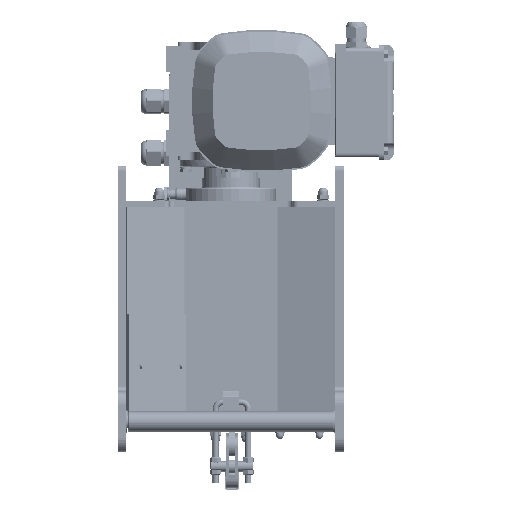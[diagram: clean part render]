
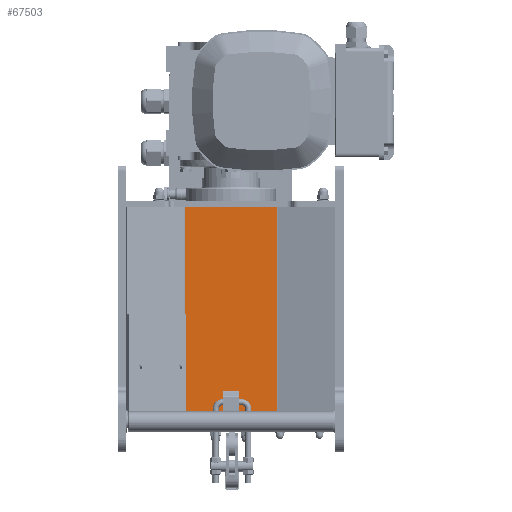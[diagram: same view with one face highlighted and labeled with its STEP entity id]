
A CAD part, left-side view. The second image highlights one B-rep face of the part: STEP entity #67503.
In plain terms, the highlighted planar face has unit normal (-1, 0, 0).
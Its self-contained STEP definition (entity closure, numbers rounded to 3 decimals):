
#3687=PLANE('',#73384);
#6459=FACE_OUTER_BOUND('',#10493,.T.);
#10493=EDGE_LOOP('',(#53123,#53124,#53125,#53126,#53127,#53128,#53129,#53130));
#18615=LINE('',#108709,#23520);
#18666=LINE('',#108866,#23571);
#18684=LINE('',#108916,#23589);
#18694=LINE('',#108942,#23599);
#18968=LINE('',#110776,#23873);
#19106=LINE('',#111481,#24011);
#19391=LINE('',#112330,#24296);
#19392=LINE('',#112332,#24297);
#23520=VECTOR('',#85781,10.);
#23571=VECTOR('',#85928,10.);
#23589=VECTOR('',#85976,10.);
#23599=VECTOR('',#86004,10.);
#23873=VECTOR('',#86892,10.);
#24011=VECTOR('',#87462,10.);
#24296=VECTOR('',#88383,10.);
#24297=VECTOR('',#88386,10.);
#28806=VERTEX_POINT('',#108706);
#28807=VERTEX_POINT('',#108708);
#28865=VERTEX_POINT('',#108864);
#28882=VERTEX_POINT('',#108914);
#28889=VERTEX_POINT('',#108940);
#29253=VERTEX_POINT('',#110774);
#29454=VERTEX_POINT('',#111478);
#29455=VERTEX_POINT('',#111480);
#36489=EDGE_CURVE('',#28807,#28806,#18615,.T.);
#36568=EDGE_CURVE('',#28806,#28865,#18666,.T.);
#36594=EDGE_CURVE('',#28865,#28882,#18684,.T.);
#36607=EDGE_CURVE('',#28882,#28889,#18694,.T.);
#37141=EDGE_CURVE('',#28889,#29253,#18968,.T.);
#37436=EDGE_CURVE('',#29455,#29454,#19106,.T.);
#37867=EDGE_CURVE('',#29454,#28807,#19391,.T.);
#37868=EDGE_CURVE('',#29455,#29253,#19392,.T.);
#53123=ORIENTED_EDGE('',*,*,#36607,.T.);
#53124=ORIENTED_EDGE('',*,*,#37141,.T.);
#53125=ORIENTED_EDGE('',*,*,#37868,.F.);
#53126=ORIENTED_EDGE('',*,*,#37436,.T.);
#53127=ORIENTED_EDGE('',*,*,#37867,.T.);
#53128=ORIENTED_EDGE('',*,*,#36489,.T.);
#53129=ORIENTED_EDGE('',*,*,#36568,.T.);
#53130=ORIENTED_EDGE('',*,*,#36594,.T.);
#67503=ADVANCED_FACE('',(#6459),#3687,.T.);
#73384=AXIS2_PLACEMENT_3D('',#112331,#88384,#88385);
#85781=DIRECTION('',(0.,-1.,0.));
#85928=DIRECTION('',(0.,0.,1.));
#85976=DIRECTION('',(0.,-1.,0.));
#86004=DIRECTION('',(0.,0.,-1.));
#86892=DIRECTION('',(0.,-1.,0.));
#87462=DIRECTION('',(0.,1.,0.));
#88383=DIRECTION('',(0.,0.,-1.));
#88384=DIRECTION('center_axis',(-1.,0.,0.));
#88385=DIRECTION('ref_axis',(0.,0.,
-1.));
#88386=DIRECTION('',(0.,0.,-1.));
#108706=CARTESIAN_POINT('',(-88.,7.5,-100.));
#108708=CARTESIAN_POINT('',(-88.,45.229,-100.));
#108709=CARTESIAN_POINT('',(-88.,-45.229,-100.));
#108864=CARTESIAN_POINT('',(-88.,7.5,-85.));
#108866=CARTESIAN_POINT('',(-88.,7.5,3.459));
#108914=CARTESIAN_POINT('',(-88.,-7.5,-85.));
#108916=CARTESIAN_POINT('',(-88.,-3.75,-85.));
#108940=CARTESIAN_POINT('',(-88.,-7.5,-100.));
#108942=CARTESIAN_POINT('',(-88.,-7.5,3.459));
#110774=CARTESIAN_POINT('',(-88.,-45.229,-100.));
#110776=CARTESIAN_POINT('',(-88.,-45.229,-100.));
#111478=CARTESIAN_POINT('',(-88.,45.229,100.));
#111480=CARTESIAN_POINT('',(-88.,-45.229,100.));
#111481=CARTESIAN_POINT('',(-88.,-45.229,100.));
#112330=CARTESIAN_POINT('',(-88.,45.229,100.));
#112331=CARTESIAN_POINT('Origin',(-88.,0.,100.));
#112332=CARTESIAN_POINT('',(-88.,-45.229,100.));
